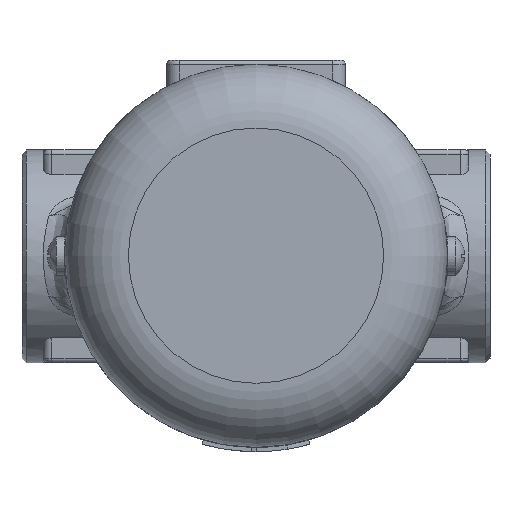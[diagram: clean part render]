
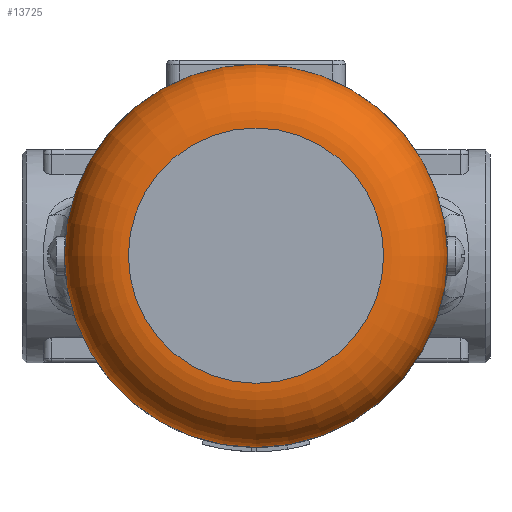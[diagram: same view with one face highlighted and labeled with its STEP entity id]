
A CAD part, top view. The second image highlights one B-rep face of the part: STEP entity #13725.
In plain terms, the highlighted toroidal (fillet/blend) face has major radius 30 mm and minor radius 15 mm.
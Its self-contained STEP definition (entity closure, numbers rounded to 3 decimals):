
#13694=CARTESIAN_POINT('',(30.,0.0,90.));
#13695=VERTEX_POINT('',#13694);
#13696=CARTESIAN_POINT('',(0.,0.0,90.));
#13697=DIRECTION('',(0.0,0.0,1.0));
#13698=DIRECTION('',(1.0,0.0,0.0));
#13699=AXIS2_PLACEMENT_3D('',#13696,#13697,#13698);
#13700=CIRCLE('',#13699,30.);
#13701=EDGE_CURVE('',#13695,#13695,#13700,.T.);
#13706=CARTESIAN_POINT('',(0.,0.0,75.));
#13707=DIRECTION('',(0.,0.0,1.0));
#13708=DIRECTION('',(1.0,0.0,0.0));
#13709=AXIS2_PLACEMENT_3D('',#13706,#13707,#13708);
#13710=TOROIDAL_SURFACE('',#13709,30.,15.);
#13711=ORIENTED_EDGE('',*,*,#13701,.F.);
#13712=EDGE_LOOP('',(#13711));
#13713=FACE_OUTER_BOUND('',#13712,.T.);
#13714=CARTESIAN_POINT('',(45.0,0.0,75.0));
#13715=VERTEX_POINT('',#13714);
#13716=CARTESIAN_POINT('',(0.,0.0,75.));
#13717=DIRECTION('',(0.0,0.0,1.0));
#13718=DIRECTION('',(1.0,0.0,0.0));
#13719=AXIS2_PLACEMENT_3D('',#13716,#13717,#13718);
#13720=CIRCLE('',#13719,45.);
#13721=EDGE_CURVE('',#13715,#13715,#13720,.T.);
#13722=ORIENTED_EDGE('',*,*,#13721,.T.);
#13723=EDGE_LOOP('',(#13722));
#13724=FACE_BOUND('',#13723,.T.);
#13725=ADVANCED_FACE('',(#13713,#13724),#13710,.T.);
